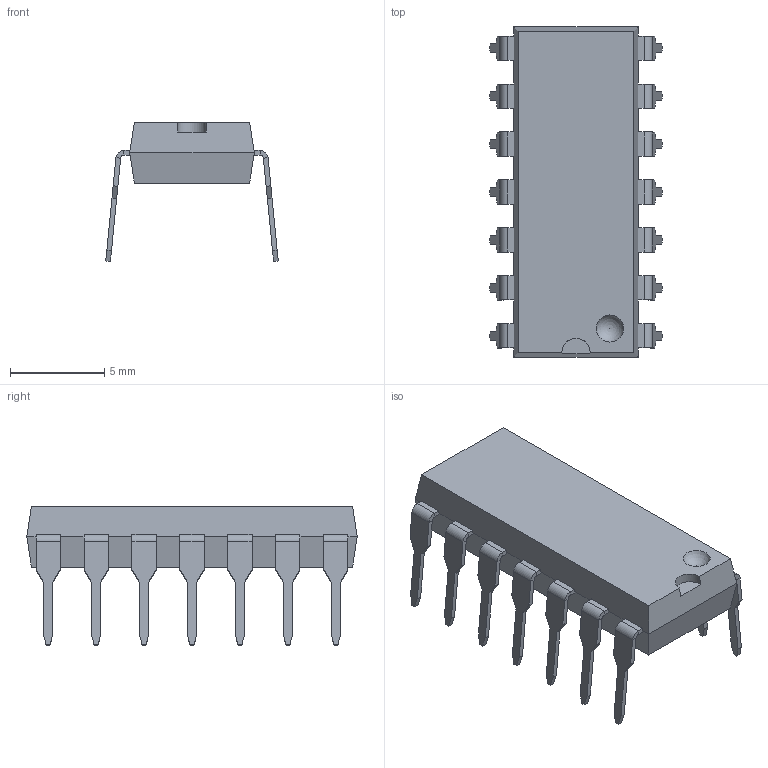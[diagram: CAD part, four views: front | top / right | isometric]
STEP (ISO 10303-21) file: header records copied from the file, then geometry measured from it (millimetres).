
FILE_DESCRIPTION(('FreeCAD Model'),'2;1');
FILE_NAME('DIP-14 N.step','2021-07-02T18:58:09',( ''),(''),'Open CASCADE STEP processor 7.3','FreeCAD','Unknown');
FILE_SCHEMA(('AUTOMOTIVE_DESIGN { 1 0 10303 214 1 1 1 1 }'));
Length unit declared in the file: millimetre
Products named in the file (1): 14_Pin_DIP
Bounding box: 9.14 x 17.5 x 7.35 mm (x, y, z)
Volume: 367.3 mm3; surface area: 543.6 mm2
Topology: 1 solids, 1 shells, 279 faces, 715 edges, 438 vertices
Faces by surface type: plane 241, cylinder 29, bspline 8, sphere 1
Entity records: 19462 total; most frequent: CARTESIAN_POINT 4466, DIRECTION 1988, ORIENTED_EDGE 1428, PCURVE 1428, DEFINITIONAL_REPRESENTATION 1428, LINE 1293, VECTOR 1293, B_SPLINE_CURVE_WITH_KNOTS 730
